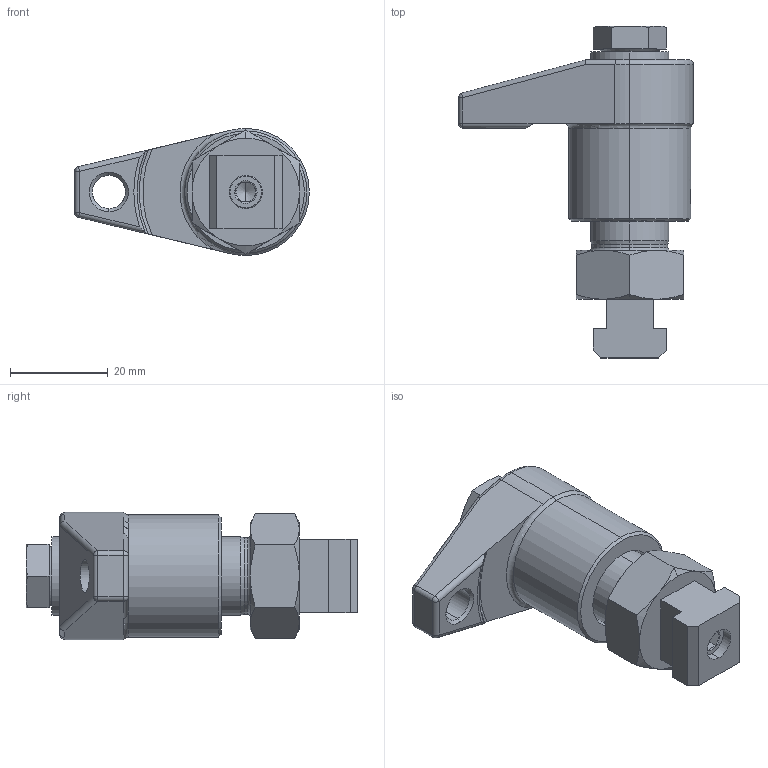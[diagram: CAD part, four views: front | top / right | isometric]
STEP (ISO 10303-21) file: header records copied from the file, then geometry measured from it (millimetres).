
FILE_DESCRIPTION (( 'STEP AP214' ), '1' );
FILE_NAME ('23310.0025_35mm.STEP', '2023-06-13T09:39:10', ( '' ), ( '' ), 'SwSTEP 2.0', 'SolidWorks 2021', '' );
FILE_SCHEMA (( 'AUTOMOTIVE_DESIGN' ));
Length unit declared in the file: millimetre
Products named in the file (1): 23310.0025_35mm
Bounding box: 48 x 67.9 x 26 mm (x, y, z)
Volume: 28545.3 mm3; surface area: 7638.6 mm2
Topology: 1 solids, 1 shells, 143 faces, 322 edges, 186 vertices
Faces by surface type: plane 49, cone 44, cylinder 37, torus 9, sphere 4
Entity records: 4239 total; most frequent: CARTESIAN_POINT 1043, DIRECTION 667, ORIENTED_EDGE 636, EDGE_CURVE 318, AXIS2_PLACEMENT_3D 266, VERTEX_POINT 186, EDGE_LOOP 154, FACE_OUTER_BOUND 143
